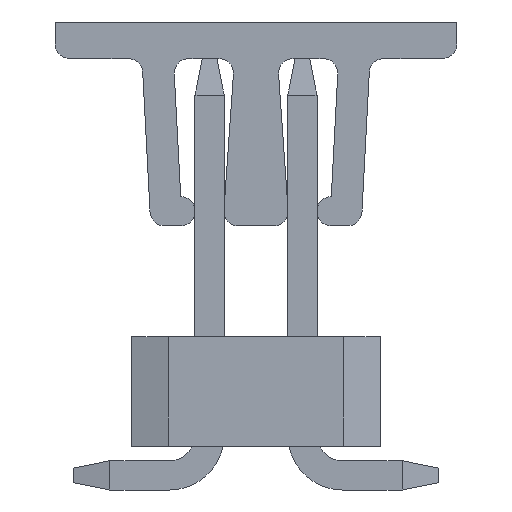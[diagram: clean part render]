
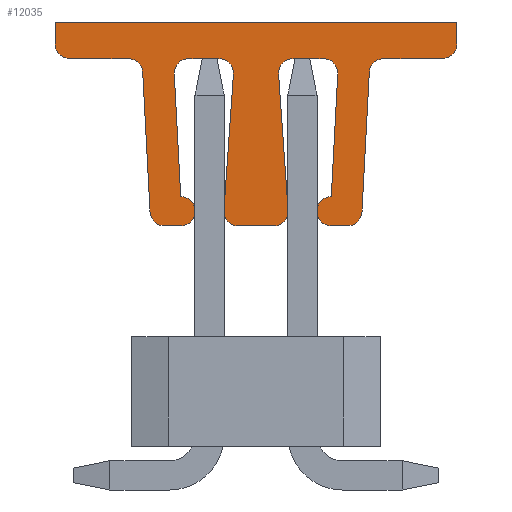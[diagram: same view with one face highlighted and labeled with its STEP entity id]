
A CAD part, left-side view. The second image highlights one B-rep face of the part: STEP entity #12035.
In plain terms, the highlighted face is planar.
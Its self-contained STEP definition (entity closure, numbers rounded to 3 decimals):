
#22=CIRCLE('',#12611,0.2);
#24=CIRCLE('',#12615,0.2);
#26=CIRCLE('',#12619,0.2);
#28=CIRCLE('',#12623,0.2);
#30=CIRCLE('',#12627,0.2);
#32=CIRCLE('',#12631,0.2);
#34=CIRCLE('',#12637,0.2);
#36=CIRCLE('',#12641,0.2);
#38=CIRCLE('',#12645,0.2);
#40=CIRCLE('',#12649,0.2);
#42=CIRCLE('',#12653,0.2);
#44=CIRCLE('',#12657,0.2);
#48=CIRCLE('',#12665,0.2);
#49=CIRCLE('',#12666,0.2);
#3618=ORIENTED_EDGE('',*,*,#5254,.F.);
#3619=ORIENTED_EDGE('',*,*,#5340,.T.);
#3620=ORIENTED_EDGE('',*,*,#5335,.T.);
#3621=ORIENTED_EDGE('',*,*,#5291,.T.);
#3622=ORIENTED_EDGE('',*,*,#5295,.T.);
#3623=ORIENTED_EDGE('',*,*,#5341,.T.);
#3624=ORIENTED_EDGE('',*,*,#5296,.T.);
#3625=ORIENTED_EDGE('',*,*,#5300,.T.);
#3626=ORIENTED_EDGE('',*,*,#5303,.T.);
#3627=ORIENTED_EDGE('',*,*,#5306,.T.);
#3628=ORIENTED_EDGE('',*,*,#5309,.T.);
#3629=ORIENTED_EDGE('',*,*,#5312,.T.);
#3630=ORIENTED_EDGE('',*,*,#5315,.T.);
#3631=ORIENTED_EDGE('',*,*,#5318,.T.);
#3632=ORIENTED_EDGE('',*,*,#5321,.T.);
#3633=ORIENTED_EDGE('',*,*,#5324,.T.);
#3634=ORIENTED_EDGE('',*,*,#5327,.T.);
#3635=ORIENTED_EDGE('',*,*,#5330,.T.);
#3636=ORIENTED_EDGE('',*,*,#5333,.T.);
#3637=ORIENTED_EDGE('',*,*,#5286,.T.);
#3638=ORIENTED_EDGE('',*,*,#5283,.T.);
#3639=ORIENTED_EDGE('',*,*,#5280,.T.);
#3640=ORIENTED_EDGE('',*,*,#5277,.T.);
#3641=ORIENTED_EDGE('',*,*,#5274,.T.);
#3642=ORIENTED_EDGE('',*,*,#5271,.T.);
#3643=ORIENTED_EDGE('',*,*,#5268,.T.);
#3644=ORIENTED_EDGE('',*,*,#5265,.T.);
#3645=ORIENTED_EDGE('',*,*,#5262,.T.);
#3646=ORIENTED_EDGE('',*,*,#5259,.T.);
#3647=ORIENTED_EDGE('',*,*,#5256,.T.);
#5254=EDGE_CURVE('',#6372,#6373,#8024,.T.);
#5256=EDGE_CURVE('',#6374,#6373,#22,.F.);
#5259=EDGE_CURVE('',#6376,#6374,#8027,.T.);
#5262=EDGE_CURVE('',#6378,#6376,#24,.T.);
#5265=EDGE_CURVE('',#6380,#6378,#8031,.T.);
#5268=EDGE_CURVE('',#6382,#6380,#26,.T.);
#5271=EDGE_CURVE('',#6384,#6382,#8035,.T.);
#5274=EDGE_CURVE('',#6386,#6384,#28,.F.);
#5277=EDGE_CURVE('',#6388,#6386,#8039,.T.);
#5280=EDGE_CURVE('',#6390,#6388,#30,.F.);
#5283=EDGE_CURVE('',#6392,#6390,#8043,.T.);
#5286=EDGE_CURVE('',#6394,#6392,#32,.T.);
#5291=EDGE_CURVE('',#6399,#6398,#8049,.T.);
#5295=EDGE_CURVE('',#6398,#6401,#8053,.T.);
#5296=EDGE_CURVE('',#6402,#6403,#8054,.T.);
#5300=EDGE_CURVE('',#6403,#6406,#34,.T.);
#5303=EDGE_CURVE('',#6406,#6408,#8059,.T.);
#5306=EDGE_CURVE('',#6408,#6410,#36,.T.);
#5309=EDGE_CURVE('',#6410,#6412,#8063,.T.);
#5312=EDGE_CURVE('',#6412,#6414,#38,.T.);
#5315=EDGE_CURVE('',#6414,#6416,#8067,.T.);
#5318=EDGE_CURVE('',#6416,#6418,#40,.T.);
#5321=EDGE_CURVE('',#6418,#6420,#8071,.T.);
#5324=EDGE_CURVE('',#6420,#6422,#42,.T.);
#5327=EDGE_CURVE('',#6422,#6424,#8075,.T.);
#5330=EDGE_CURVE('',#6424,#6426,#44,.T.);
#5333=EDGE_CURVE('',#6426,#6394,#8079,.T.);
#5335=EDGE_CURVE('',#6428,#6399,#8081,.T.);
#5340=EDGE_CURVE('',#6372,#6428,#48,.T.);
#5341=EDGE_CURVE('',#6401,#6402,#49,.T.);
#6372=VERTEX_POINT('',#18808);
#6373=VERTEX_POINT('',#18810);
#6374=VERTEX_POINT('',#18814);
#6376=VERTEX_POINT('',#18820);
#6378=VERTEX_POINT('',#18826);
#6380=VERTEX_POINT('',#18832);
#6382=VERTEX_POINT('',#18838);
#6384=VERTEX_POINT('',#18844);
#6386=VERTEX_POINT('',#18850);
#6388=VERTEX_POINT('',#18856);
#6390=VERTEX_POINT('',#18862);
#6392=VERTEX_POINT('',#18868);
#6394=VERTEX_POINT('',#18874);
#6398=VERTEX_POINT('',#18883);
#6399=VERTEX_POINT('',#18885);
#6401=VERTEX_POINT('',#18891);
#6402=VERTEX_POINT('',#18895);
#6403=VERTEX_POINT('',#18896);
#6406=VERTEX_POINT('',#18904);
#6408=VERTEX_POINT('',#18910);
#6410=VERTEX_POINT('',#18916);
#6412=VERTEX_POINT('',#18922);
#6414=VERTEX_POINT('',#18928);
#6416=VERTEX_POINT('',#18934);
#6418=VERTEX_POINT('',#18940);
#6420=VERTEX_POINT('',#18946);
#6422=VERTEX_POINT('',#18952);
#6424=VERTEX_POINT('',#18958);
#6426=VERTEX_POINT('',#18964);
#6428=VERTEX_POINT('',#18973);
#8024=LINE('',#18809,#9678);
#8027=LINE('',#18819,#9681);
#8031=LINE('',#18831,#9685);
#8035=LINE('',#18843,#9689);
#8039=LINE('',#18855,#9693);
#8043=LINE('',#18867,#9697);
#8049=LINE('',#18884,#9703);
#8053=LINE('',#18892,#9707);
#8054=LINE('',#18894,#9708);
#8059=LINE('',#18909,#9713);
#8063=LINE('',#18921,#9717);
#8067=LINE('',#18933,#9721);
#8071=LINE('',#18945,#9725);
#8075=LINE('',#18957,#9729);
#8079=LINE('',#18969,#9733);
#8081=LINE('',#18972,#9735);
#9678=VECTOR('',#15378,1000.);
#9681=VECTOR('',#15389,1000.);
#9685=VECTOR('',#15401,1000.);
#9689=VECTOR('',#15413,1000.);
#9693=VECTOR('',#15425,1000.);
#9697=VECTOR('',#15437,1000.);
#9703=VECTOR('',#15451,1000.);
#9707=VECTOR('',#15457,1000.);
#9708=VECTOR('',#15460,1000.);
#9713=VECTOR('',#15473,1000.);
#9717=VECTOR('',#15485,1000.);
#9721=VECTOR('',#15497,1000.);
#9725=VECTOR('',#15509,1000.);
#9729=VECTOR('',#15521,1000.);
#9733=VECTOR('',#15533,1000.);
#9735=VECTOR('',#15537,1000.);
#10339=EDGE_LOOP('',(#3618,#3619,#3620,#3621,#3622,#3623,#3624,#3625,#3626,
#3627,#3628,#3629,#3630,#3631,#3632,#3633,#3634,#3635,#3636,#3637,#3638,
#3639,#3640,#3641,#3642,#3643,#3644,#3645,#3646,#3647));
#10943=FACE_BOUND('',#10339,.T.);
#11483=PLANE('',#12664);
#12035=ADVANCED_FACE('',(#10943),#11483,.T.);
#12611=AXIS2_PLACEMENT_3D('',#18813,#15382,#15383);
#12615=AXIS2_PLACEMENT_3D('',#18825,#15394,#15395);
#12619=AXIS2_PLACEMENT_3D('',#18837,#15406,#15407);
#12623=AXIS2_PLACEMENT_3D('',#18849,#15418,#15419);
#12627=AXIS2_PLACEMENT_3D('',#18861,#15430,#15431);
#12631=AXIS2_PLACEMENT_3D('',#18873,#15442,#15443);
#12637=AXIS2_PLACEMENT_3D('',#18903,#15466,#15467);
#12641=AXIS2_PLACEMENT_3D('',#18915,#15478,#15479);
#12645=AXIS2_PLACEMENT_3D('',#18927,#15490,#15491);
#12649=AXIS2_PLACEMENT_3D('',#18939,#15502,#15503);
#12653=AXIS2_PLACEMENT_3D('',#18951,#15514,#15515);
#12657=AXIS2_PLACEMENT_3D('',#18963,#15526,#15527);
#12664=AXIS2_PLACEMENT_3D('',#18980,#15546,#15547);
#12665=AXIS2_PLACEMENT_3D('',#18981,#15548,#15549);
#12666=AXIS2_PLACEMENT_3D('',#18982,#15550,#15551);
#15378=DIRECTION('',(-1.,0.,0.));
#15382=DIRECTION('',(0.,-1.,0.));
#15383=DIRECTION('',(0.,0.,-1.));
#15389=DIRECTION('',(0.052,0.,0.999));
#15394=DIRECTION('',(0.,-1.,0.));
#15395=DIRECTION('',(0.,0.,-1.));
#15401=DIRECTION('',(1.,0.,0.));
#15406=DIRECTION('',(0.,-1.,0.));
#15407=DIRECTION('',(0.,0.,-1.));
#15413=DIRECTION('',(-0.052,0.,-0.999));
#15418=DIRECTION('',(0.,-1.,0.));
#15419=DIRECTION('',(0.,0.,-1.));
#15425=DIRECTION('',(1.,0.,0.));
#15430=DIRECTION('',(0.,-1.,0.));
#15431=DIRECTION('',(0.,0.,-1.));
#15437=DIRECTION('',(-0.07,0.,0.998));
#15442=DIRECTION('',(0.,-1.,0.));
#15443=DIRECTION('',(0.,0.,-1.));
#15451=DIRECTION('',(-1.,0.,0.));
#15457=DIRECTION('',(0.,0.,-1.));
#15460=DIRECTION('',(1.,0.,0.));
#15466=DIRECTION('',(0.,1.,0.));
#15467=DIRECTION('',(1.,0.,0.));
#15473=DIRECTION('',(0.052,0.,-0.999));
#15478=DIRECTION('',(0.,-1.,0.));
#15479=DIRECTION('',(1.,0.,0.));
#15485=DIRECTION('',(1.,0.,0.));
#15490=DIRECTION('',(0.,-1.,0.));
#15491=DIRECTION('',(-1.,0.,0.));
#15497=DIRECTION('',(-0.052,0.,0.999));
#15502=DIRECTION('',(0.,1.,0.));
#15503=DIRECTION('',(1.,0.,0.));
#15509=DIRECTION('',(1.,0.,0.));
#15514=DIRECTION('',(0.,1.,0.));
#15515=DIRECTION('',(-1.,0.,0.));
#15521=DIRECTION('',(-0.07,0.,-0.998));
#15526=DIRECTION('',(0.,-1.,0.));
#15527=DIRECTION('',(1.,0.,0.));
#15533=DIRECTION('',(1.,0.,0.));
#15537=DIRECTION('',(0.,0.,1.));
#15546=DIRECTION('',(0.,-1.,0.));
#15547=DIRECTION('',(0.,0.,-1.));
#15548=DIRECTION('',(0.,-1.,0.));
#15549=DIRECTION('',(0.,0.,-1.));
#15550=DIRECTION('',(0.,-1.,0.));
#15551=DIRECTION('',(0.,0.,-1.));
#18808=CARTESIAN_POINT('',(2.55,-3.25,0.9));
#18809=CARTESIAN_POINT('',(2.75,-3.25,0.9));
#18810=CARTESIAN_POINT('',(1.75,-3.25,0.9));
#18813=CARTESIAN_POINT('',(1.75,-3.25,0.7));
#18814=CARTESIAN_POINT('',(1.55,-3.25,0.71));
#18819=CARTESIAN_POINT('',(1.509,-3.25,-0.079));
#18820=CARTESIAN_POINT('',(1.45,-3.25,-1.2));
#18825=CARTESIAN_POINT('',(1.25,-3.25,-1.19));
#18826=CARTESIAN_POINT('',(1.25,-3.25,-1.39));
#18831=CARTESIAN_POINT('',(0.,-3.25,-1.39));
#18832=CARTESIAN_POINT('',(1.03,-3.25,-1.39));
#18837=CARTESIAN_POINT('',(1.03,-3.25,-1.19));
#18838=CARTESIAN_POINT('',(1.03,-3.25,-0.99));
#18843=CARTESIAN_POINT('',(1.079,-3.25,-0.057));
#18844=CARTESIAN_POINT('',(1.118,-3.25,0.686));
#18849=CARTESIAN_POINT('',(0.919,-3.25,0.7));
#18850=CARTESIAN_POINT('',(0.919,-3.25,0.9));
#18855=CARTESIAN_POINT('',(0.,-3.25,0.9));
#18856=CARTESIAN_POINT('',(0.509,-3.25,0.9));
#18861=CARTESIAN_POINT('',(0.509,-3.25,0.7));
#18862=CARTESIAN_POINT('',(0.309,-3.25,0.686));
#18867=CARTESIAN_POINT('',(0.355,-3.25,0.025));
#18868=CARTESIAN_POINT('',(0.439,-3.25,-1.176));
#18873=CARTESIAN_POINT('',(0.24,-3.25,-1.19));
#18874=CARTESIAN_POINT('',(0.24,-3.25,-1.39));
#18883=CARTESIAN_POINT('',(-2.75,-3.25,1.4));
#18884=CARTESIAN_POINT('',(2.75,-3.25,1.4));
#18885=CARTESIAN_POINT('',(2.75,-3.25,1.4));
#18891=CARTESIAN_POINT('',(-2.75,-3.25,1.1));
#18892=CARTESIAN_POINT('',(-2.75,-3.25,1.4));
#18894=CARTESIAN_POINT('',(-2.75,-3.25,0.9));
#18895=CARTESIAN_POINT('',(-2.55,-3.25,0.9));
#18896=CARTESIAN_POINT('',(-1.75,-3.25,0.9));
#18903=CARTESIAN_POINT('',(-1.75,-3.25,0.7));
#18904=CARTESIAN_POINT('',(-1.55,-3.25,0.71));
#18909=CARTESIAN_POINT('',(-1.55,-3.25,0.71));
#18910=CARTESIAN_POINT('',(-1.45,-3.25,-1.2));
#18915=CARTESIAN_POINT('',(-1.25,-3.25,-1.19));
#18916=CARTESIAN_POINT('',(-1.25,-3.25,-1.39));
#18921=CARTESIAN_POINT('',(-1.25,-3.25,-1.39));
#18922=CARTESIAN_POINT('',(-1.03,-3.25,-1.39));
#18927=CARTESIAN_POINT('',(-1.03,-3.25,-1.19));
#18928=CARTESIAN_POINT('',(-1.03,-3.25,-0.99));
#18933=CARTESIAN_POINT('',(-1.03,-3.25,-0.99));
#18934=CARTESIAN_POINT('',(-1.118,-3.25,0.686));
#18939=CARTESIAN_POINT('',(-0.919,-3.25,0.7));
#18940=CARTESIAN_POINT('',(-0.919,-3.25,0.9));
#18945=CARTESIAN_POINT('',(-0.919,-3.25,0.9));
#18946=CARTESIAN_POINT('',(-0.509,-3.25,0.9));
#18951=CARTESIAN_POINT('',(-0.509,-3.25,0.7));
#18952=CARTESIAN_POINT('',(-0.309,-3.25,0.686));
#18957=CARTESIAN_POINT('',(-0.309,-3.25,0.686));
#18958=CARTESIAN_POINT('',(-0.439,-3.25,-1.176));
#18963=CARTESIAN_POINT('',(-0.24,-3.25,-1.19));
#18964=CARTESIAN_POINT('',(-0.24,-3.25,-1.39));
#18969=CARTESIAN_POINT('',(-0.24,-3.25,-1.39));
#18972=CARTESIAN_POINT('',(2.75,-3.25,-1.4));
#18973=CARTESIAN_POINT('',(2.75,-3.25,1.1));
#18980=CARTESIAN_POINT('',(0.,-3.25,0.));
#18981=CARTESIAN_POINT('',(2.55,-3.25,1.1));
#18982=CARTESIAN_POINT('',(-2.55,-3.25,1.1));
